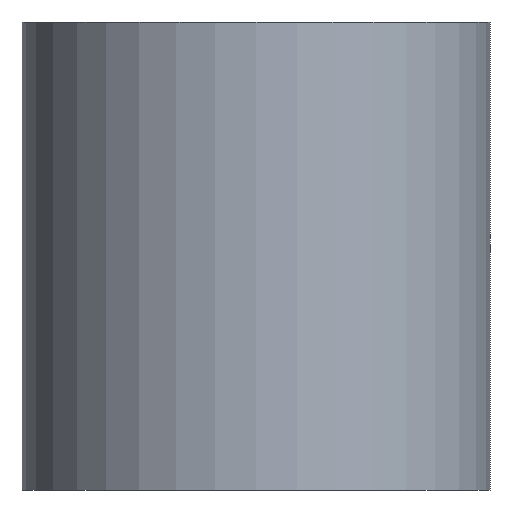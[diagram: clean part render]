
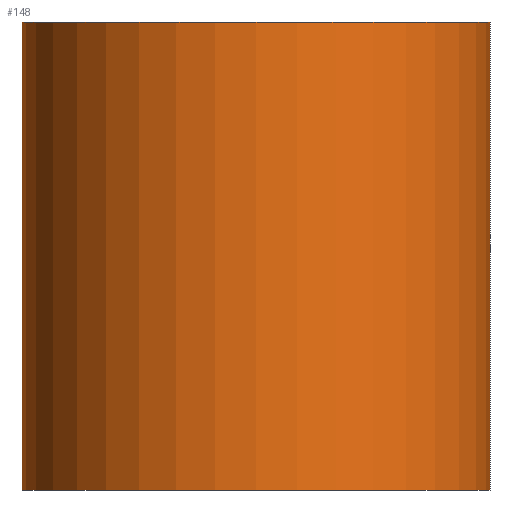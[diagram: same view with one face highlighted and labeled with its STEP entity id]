
A CAD part, front view. The second image highlights one B-rep face of the part: STEP entity #148.
In plain terms, the highlighted cylindrical face has radius 4.75 mm (diameter 9.5 mm), a partial arc.
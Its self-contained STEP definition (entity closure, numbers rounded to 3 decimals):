
#4 = CIRCLE ( 'NONE', #168, 4.75 ) ;
#5 = CYLINDRICAL_SURFACE ( 'NONE', #215, 4.75 ) ;
#28 = VERTEX_POINT ( 'NONE', #158 ) ;
#41 = VERTEX_POINT ( 'NONE', #154 ) ;
#47 = VERTEX_POINT ( 'NONE', #149 ) ;
#53 = ORIENTED_EDGE ( 'NONE', *, *, #229, .F. ) ;
#61 = FACE_OUTER_BOUND ( 'NONE', #88, .T. ) ;
#64 = DIRECTION ( 'NONE',  ( 1., 0., 0. ) ) ;
#65 = DIRECTION ( 'NONE',  ( 0., 0., 1. ) ) ;
#66 = CARTESIAN_POINT ( 'NONE',  ( -24.063, 1.561, 16.387 ) ) ;
#70 = ORIENTED_EDGE ( 'NONE', *, *, #186, .T. ) ;
#80 = CARTESIAN_POINT ( 'NONE',  ( -19.313, 1.561, 6.887 ) ) ;
#88 = EDGE_LOOP ( 'NONE', ( #194, #210, #70, #53 ) ) ;
#98 = DIRECTION ( 'NONE',  ( 1., 0., 0. ) ) ;
#99 = DIRECTION ( 'NONE',  ( 0., 0., 1. ) ) ;
#100 = CARTESIAN_POINT ( 'NONE',  ( -24.063, 1.561, 6.887 ) ) ;
#101 = EDGE_CURVE ( 'NONE', #47, #28, #176, .T. ) ;
#127 = CIRCLE ( 'NONE', #143, 4.75 ) ;
#134 = DIRECTION ( 'NONE',  ( 1., 0., 0. ) ) ;
#135 = DIRECTION ( 'NONE',  ( 0., 0., 1. ) ) ;
#136 = CARTESIAN_POINT ( 'NONE',  ( -28.813, 1.561, 6.887 ) ) ;
#138 = CARTESIAN_POINT ( 'NONE',  ( -24.063, 1.561, 6.887 ) ) ;
#143 = AXIS2_PLACEMENT_3D ( 'NONE', #100, #99, #98 ) ;
#148 = ADVANCED_FACE ( 'NONE', ( #61 ), #5, .T. ) ;
#149 = CARTESIAN_POINT ( 'NONE',  ( -28.813, 1.561, 6.887 ) ) ;
#154 = CARTESIAN_POINT ( 'NONE',  ( -19.313, 1.561, 16.387 ) ) ;
#158 = CARTESIAN_POINT ( 'NONE',  ( -28.813, 1.561, 16.387 ) ) ;
#166 = VECTOR ( 'NONE', #188, 1000. ) ;
#168 = AXIS2_PLACEMENT_3D ( 'NONE', #66, #65, #64 ) ;
#169 = DIRECTION ( 'NONE',  ( 0., 0., 1. ) ) ;
#176 = LINE ( 'NONE', #136, #202 ) ;
#186 = EDGE_CURVE ( 'NONE', #208, #41, #191, .T. ) ;
#188 = DIRECTION ( 'NONE',  ( 0., 0., 1. ) ) ;
#191 = LINE ( 'NONE', #225, #166 ) ;
#193 = EDGE_CURVE ( 'NONE', #47, #208, #127, .T. ) ;
#194 = ORIENTED_EDGE ( 'NONE', *, *, #101, .F. ) ;
#202 = VECTOR ( 'NONE', #169, 1000. ) ;
#208 = VERTEX_POINT ( 'NONE', #80 ) ;
#210 = ORIENTED_EDGE ( 'NONE', *, *, #193, .T. ) ;
#215 = AXIS2_PLACEMENT_3D ( 'NONE', #138, #135, #134 ) ;
#225 = CARTESIAN_POINT ( 'NONE',  ( -19.313, 1.561, 6.887 ) ) ;
#229 = EDGE_CURVE ( 'NONE', #28, #41, #4, .T. ) ;
